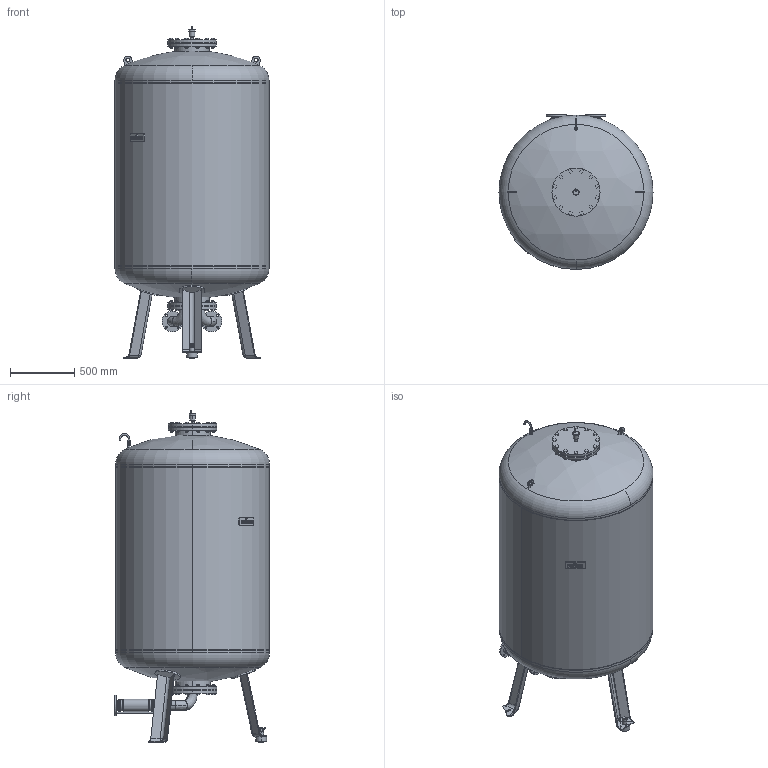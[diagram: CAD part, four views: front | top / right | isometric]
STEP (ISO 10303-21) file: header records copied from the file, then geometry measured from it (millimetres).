
FILE_DESCRIPTION((''),'2;1');
FILE_NAME('3d_GG2000-6920405.stp','2009-12-29T14:30:55',(''),(''),'Mechanical Desktop 2008','Mechanical Desktop 2008',', , ');
FILE_SCHEMA(('CONFIG_CONTROL_DESIGN'));
Length unit declared in the file: millimetre
Products named in the file (1): Product
Bounding box: 1200 x 1208.35 x 2587 mm (x, y, z)
Volume: 2035340828.7 mm3; surface area: 15494470.5 mm2
Topology: 24 solids, 24 shells, 1074 faces, 2614 edges, 1679 vertices
Faces by surface type: plane 569, cylinder 268, bspline 120, cone 90, sphere 15, torus 12
Entity records: 33680 total; most frequent: CARTESIAN_POINT 7926, DIRECTION 5452, ORIENTED_EDGE 5184, EDGE_CURVE 2592, AXIS2_PLACEMENT_3D 1913, VERTEX_POINT 1676, VECTOR 1626, LINE 1626
